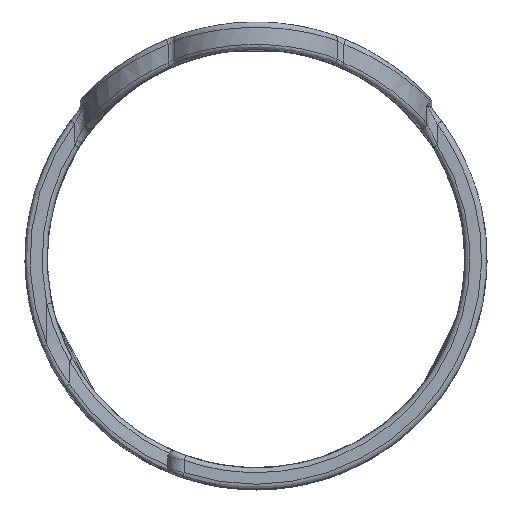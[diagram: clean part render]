
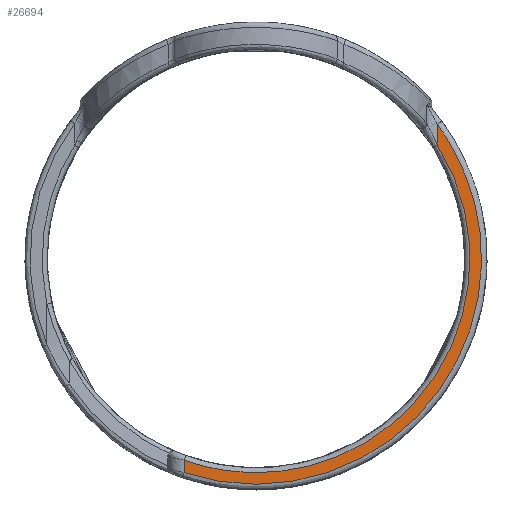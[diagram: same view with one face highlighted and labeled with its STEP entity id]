
A CAD part, top view. The second image highlights one B-rep face of the part: STEP entity #26694.
In plain terms, the highlighted free-form (B-spline) face has degree [1, 1] with [2, 2] control points.
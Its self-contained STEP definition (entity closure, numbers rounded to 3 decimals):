
#26694 = ADVANCED_FACE('',(#26695),#26727,.T.);
#26695 = FACE_BOUND('',#26696,.F.);
#26696 = EDGE_LOOP('',(#26697,#26707,#26714,#26722));
#26697 = ORIENTED_EDGE('',*,*,#26698,.F.);
#26698 = EDGE_CURVE('',#26699,#26701,#26703,.T.);
#26699 = VERTEX_POINT('',#26700);
#26700 = CARTESIAN_POINT('',(-3.501,-10.442,
    3.223));
#26701 = VERTEX_POINT('',#26702);
#26702 = CARTESIAN_POINT('',(8.853,6.551,3.223
    ));
#26703 = ( BOUNDED_CURVE() B_SPLINE_CURVE(2,(#26704,#26705,#26706),
.UNSPECIFIED.,.F.,.F.) B_SPLINE_CURVE_WITH_KNOTS((3,3),(0.,
2.531),.PIECEWISE_BEZIER_KNOTS.) CURVE() 
GEOMETRIC_REPRESENTATION_ITEM() RATIONAL_B_SPLINE_CURVE((1.,
0.3,1.)) REPRESENTATION_ITEM('') );
#26704 = CARTESIAN_POINT('',(-3.501,-10.442,
    3.223));
#26705 = CARTESIAN_POINT('',(29.649,-21.555,
    3.223));
#26706 = CARTESIAN_POINT('',(8.853,6.551,3.223
    ));
#26707 = ORIENTED_EDGE('',*,*,#26708,.F.);
#26708 = EDGE_CURVE('',#26709,#26699,#26711,.T.);
#26709 = VERTEX_POINT('',#26710);
#26710 = CARTESIAN_POINT('',(-3.501,-9.845,
    3.223));
#26711 = B_SPLINE_CURVE_WITH_KNOTS('',1,(#26712,#26713),.UNSPECIFIED.,
  .F.,.F.,(2,2),(0.,0.555),
  .PIECEWISE_BEZIER_KNOTS.);
#26712 = CARTESIAN_POINT('',(-3.501,-9.845,
    3.223));
#26713 = CARTESIAN_POINT('',(-3.501,-10.442,
    3.223));
#26714 = ORIENTED_EDGE('',*,*,#26715,.F.);
#26715 = EDGE_CURVE('',#26716,#26709,#26718,.T.);
#26716 = VERTEX_POINT('',#26717);
#26717 = CARTESIAN_POINT('',(8.853,5.55,
    3.223));
#26718 = ( BOUNDED_CURVE() B_SPLINE_CURVE(2,(#26719,#26720,#26721),
.UNSPECIFIED.,.F.,.F.) B_SPLINE_CURVE_WITH_KNOTS((3,3),(0.,
2.472),.PIECEWISE_BEZIER_KNOTS.) CURVE() 
GEOMETRIC_REPRESENTATION_ITEM() RATIONAL_B_SPLINE_CURVE((1.,
0.328,1.)) REPRESENTATION_ITEM('') );
#26719 = CARTESIAN_POINT('',(8.853,5.55,
    3.223));
#26720 = CARTESIAN_POINT('',(24.816,-19.914,
    3.223));
#26721 = CARTESIAN_POINT('',(-3.501,-9.845,
    3.223));
#26722 = ORIENTED_EDGE('',*,*,#26723,.F.);
#26723 = EDGE_CURVE('',#26701,#26716,#26724,.T.);
#26724 = B_SPLINE_CURVE_WITH_KNOTS('',1,(#26725,#26726),.UNSPECIFIED.,
  .F.,.F.,(2,2),(0.,0.931),
  .PIECEWISE_BEZIER_KNOTS.);
#26725 = CARTESIAN_POINT('',(8.853,6.551,3.223
    ));
#26726 = CARTESIAN_POINT('',(8.853,5.55,
    3.223));
#26727 = B_SPLINE_SURFACE_WITH_KNOTS('',1,1,(
    (#26728,#26729)
    ,(#26730,#26731
    )),.UNSPECIFIED.,.F.,.F.,.F.,(2,2),(2,2),(-3.258,10.25),(
    -10.25,6.097),.PIECEWISE_BEZIER_KNOTS.);
#26728 = CARTESIAN_POINT('',(-3.501,-11.013,
    3.223));
#26729 = CARTESIAN_POINT('',(-3.501,6.551,
    3.223));
#26730 = CARTESIAN_POINT('',(11.013,-11.013,
    3.223));
#26731 = CARTESIAN_POINT('',(11.013,6.551,
    3.223));
